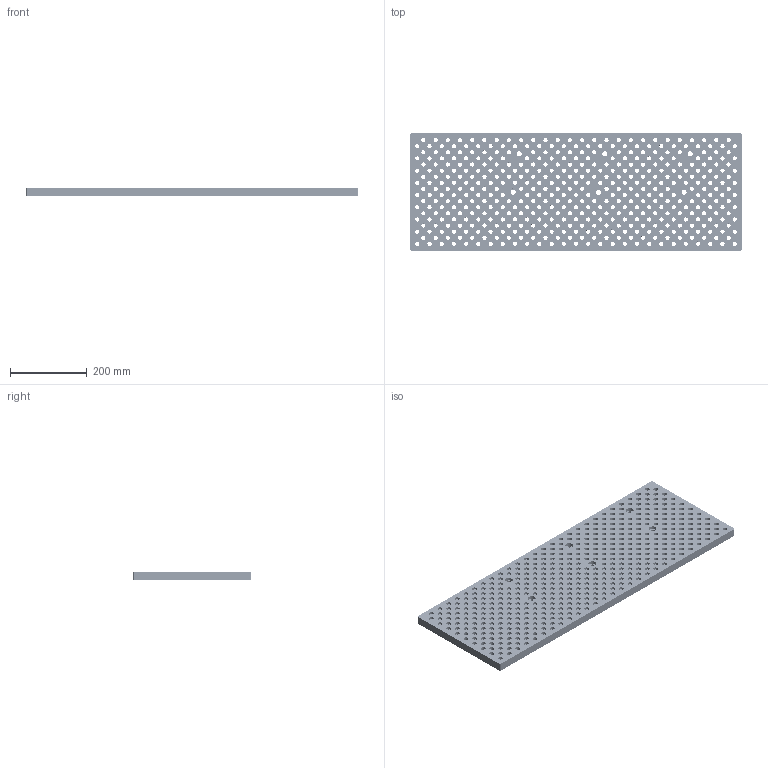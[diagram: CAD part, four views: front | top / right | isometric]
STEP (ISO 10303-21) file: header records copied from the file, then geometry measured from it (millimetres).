
FILE_DESCRIPTION(/* description */ (''),/* implementation_level */ '2;1');
FILE_NAME(/* name */ 'Tormach_770_34x12.step',/* time_stamp */ '2020-08-17T11:41:32-04:00',/* author */ (''),/* organization */ (''),/* preprocessor_version */ 'ST-DEVELOPER v18.1',/* originating_system */ 'Autodesk Translation Framework v9.3.0.1241',/* authorisation */ '');
FILE_SCHEMA (('AUTOMOTIVE_DESIGN { 1 0 10303 214 3 1 1 }'));
Length unit declared in the file: inch
Products named in the file (2): 770 XL 4140; XL Plate
Assembly tree (1 placements, depth 2):
  770 XL 4140
    XL Plate
Bounding box: 863.6 x 304.8 x 21.59 mm (x, y, z)
Volume: 4632054.1 mm3; surface area: 854766.5 mm2
Topology: 1 solids, 1 shells, 1431 faces, 2874 edges, 1916 vertices
Faces by surface type: cylinder 950, plane 481
Full cylindrical faces by diameter (mm): 10.808 x465, 12.713 x237, 12.725 x228, 13.081 x6, 19.939 x6
Entity records: 40176 total; most frequent: DIRECTION 7642, CARTESIAN_POINT 6224, ORIENTED_EDGE 5748, AXIS2_PLACEMENT_3D 3334, EDGE_CURVE 2874, EDGE_LOOP 2844, VERTEX_POINT 1916, CIRCLE 1900
